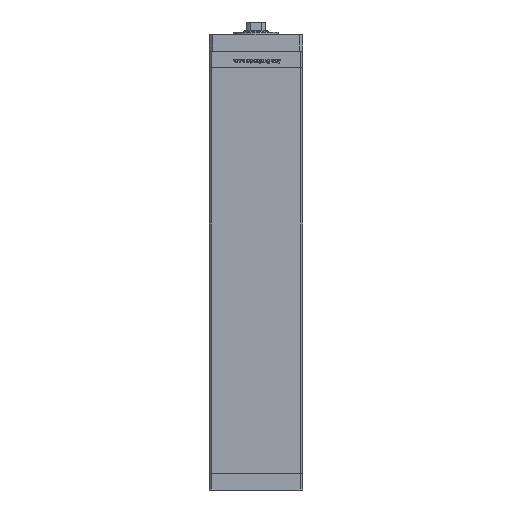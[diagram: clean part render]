
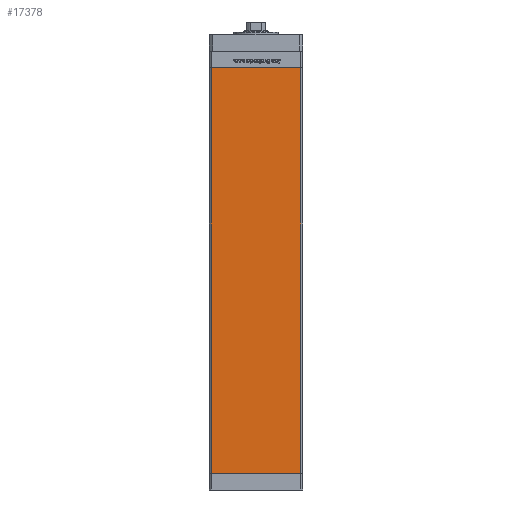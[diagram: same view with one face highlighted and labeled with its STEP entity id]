
A CAD part, front view. The second image highlights one B-rep face of the part: STEP entity #17378.
In plain terms, the highlighted planar face has unit normal (0, -1, 0).
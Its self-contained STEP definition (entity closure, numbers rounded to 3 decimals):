
#1018 = VECTOR ( 'NONE', #45841, 1000. ) ;
#1380 = AXIS2_PLACEMENT_3D ( 'NONE', #35340, #7411, #23931 ) ;
#1798 = LINE ( 'NONE', #13450, #42004 ) ;
#7411 = DIRECTION ( 'NONE',  ( 0., 1., 0. ) ) ;
#11061 = CARTESIAN_POINT ( 'NONE',  ( 40.5, -37.5, 368.5 ) ) ;
#13450 = CARTESIAN_POINT ( 'NONE',  ( -40.5, -37.5, 0. ) ) ;
#13481 = VERTEX_POINT ( 'NONE', #49673 ) ;
#14957 = VERTEX_POINT ( 'NONE', #38031 ) ;
#15588 = DIRECTION ( 'NONE',  ( 1., 0., 0. ) ) ;
#16003 = EDGE_CURVE ( 'NONE', #18140, #14957, #1798, .T. ) ;
#16323 = VECTOR ( 'NONE', #15588, 1000. ) ;
#17378 = ADVANCED_FACE ( 'NONE', ( #19333 ), #22883, .F. ) ;
#18140 = VERTEX_POINT ( 'NONE', #38948 ) ;
#19333 = FACE_OUTER_BOUND ( 'NONE', #44180, .T. ) ;
#19985 = DIRECTION ( 'NONE',  ( 0., 0., -1. ) ) ;
#22883 = PLANE ( 'NONE',  #1380 ) ;
#23473 = ORIENTED_EDGE ( 'NONE', *, *, #16003, .T. ) ;
#23931 = DIRECTION ( 'NONE',  ( 0., 0., 1. ) ) ;
#25242 = CARTESIAN_POINT ( 'NONE',  ( -40.5, -37.5, 368.5 ) ) ;
#25581 = EDGE_CURVE ( 'NONE', #48960, #13481, #44593, .T. ) ;
#27861 = LINE ( 'NONE', #11061, #43541 ) ;
#30247 = DIRECTION ( 'NONE',  ( 1., 0., 0. ) ) ;
#30369 = LINE ( 'NONE', #25242, #1018 ) ;
#35079 = ORIENTED_EDGE ( 'NONE', *, *, #25581, .F. ) ;
#35340 = CARTESIAN_POINT ( 'NONE',  ( -40.5, -37.5, 368.5 ) ) ;
#36552 = ORIENTED_EDGE ( 'NONE', *, *, #38527, .T. ) ;
#37099 = ORIENTED_EDGE ( 'NONE', *, *, #41962, .F. ) ;
#38031 = CARTESIAN_POINT ( 'NONE',  ( 40.5, -37.5, 0. ) ) ;
#38527 = EDGE_CURVE ( 'NONE', #48960, #18140, #30369, .T. ) ;
#38948 = CARTESIAN_POINT ( 'NONE',  ( -40.5, -37.5, 0. ) ) ;
#40000 = CARTESIAN_POINT ( 'NONE',  ( -40.5, -37.5, 368.5 ) ) ;
#41962 = EDGE_CURVE ( 'NONE', #13481, #14957, #27861, .T. ) ;
#42004 = VECTOR ( 'NONE', #30247, 1000. ) ;
#43541 = VECTOR ( 'NONE', #19985, 1000. ) ;
#44180 = EDGE_LOOP ( 'NONE', ( #23473, #37099, #35079, #36552 ) ) ;
#44593 = LINE ( 'NONE', #40000, #16323 ) ;
#45841 = DIRECTION ( 'NONE',  ( 0., 0., -1. ) ) ;
#46799 = CARTESIAN_POINT ( 'NONE',  ( -40.5, -37.5, 368.5 ) ) ;
#48960 = VERTEX_POINT ( 'NONE', #46799 ) ;
#49673 = CARTESIAN_POINT ( 'NONE',  ( 40.5, -37.5, 368.5 ) ) ;
